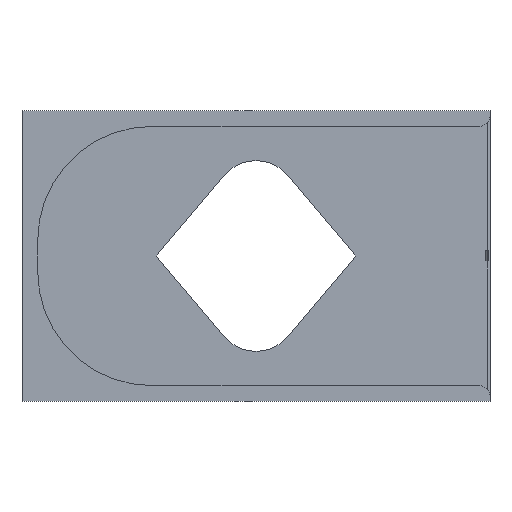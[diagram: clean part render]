
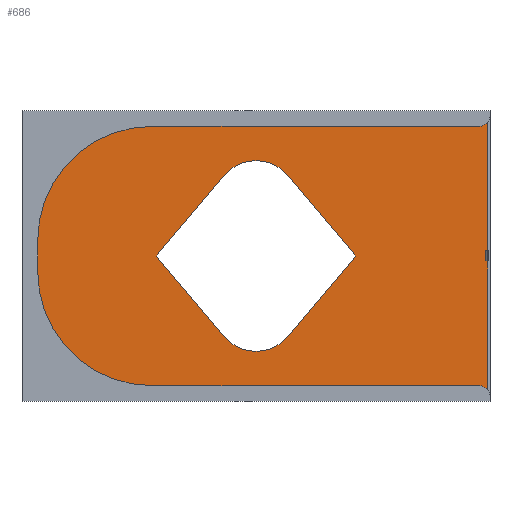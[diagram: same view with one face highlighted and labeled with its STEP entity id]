
A CAD part, front view. The second image highlights one B-rep face of the part: STEP entity #686.
In plain terms, the highlighted planar face has unit normal (0, -1, 0).
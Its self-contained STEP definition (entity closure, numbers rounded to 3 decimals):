
#15=FACE_BOUND('',#89,.T.);
#20=PLANE('',#740);
#52=FACE_OUTER_BOUND('',#88,.T.);
#88=EDGE_LOOP('',(#495,#496,#497,#498,#499,#500,#501,#502,#503,#504));
#89=EDGE_LOOP('',(#505,#506,#507,#508,#509,#510));
#125=LINE('',#980,#213);
#130=LINE('',#995,#218);
#133=LINE('',#1003,#221);
#135=LINE('',#1007,#223);
#136=LINE('',#1009,#224);
#137=LINE('',#1011,#225);
#138=LINE('',#1013,#226);
#139=LINE('',#1015,#227);
#140=LINE('',#1017,#228);
#141=LINE('',#1019,#229);
#142=LINE('',#1021,#230);
#143=LINE('',#1022,#231);
#144=LINE('',#1023,#232);
#145=LINE('',#1024,#233);
#213=VECTOR('',#793,10.);
#218=VECTOR('',#806,10.);
#221=VECTOR('',#811,10.);
#223=VECTOR('',#815,10.);
#224=VECTOR('',#816,10.);
#225=VECTOR('',#817,10.);
#226=VECTOR('',#818,10.);
#227=VECTOR('',#819,10.);
#228=VECTOR('',#820,10.);
#229=VECTOR('',#821,10.);
#230=VECTOR('',#822,10.);
#231=VECTOR('',#823,10.);
#232=VECTOR('',#824,10.);
#233=VECTOR('',#825,10.);
#298=CIRCLE('',#733,7.75);
#300=CIRCLE('',#737,7.75);
#311=VERTEX_POINT('',#970);
#312=VERTEX_POINT('',#972);
#314=VERTEX_POINT('',#978);
#317=VERTEX_POINT('',#985);
#318=VERTEX_POINT('',#987);
#320=VERTEX_POINT('',#993);
#323=VERTEX_POINT('',#1000);
#324=VERTEX_POINT('',#1002);
#325=VERTEX_POINT('',#1006);
#326=VERTEX_POINT('',#1008);
#327=VERTEX_POINT('',#1010);
#328=VERTEX_POINT('',#1012);
#329=VERTEX_POINT('',#1014);
#330=VERTEX_POINT('',#1016);
#331=VERTEX_POINT('',#1018);
#332=VERTEX_POINT('',#1020);
#377=EDGE_CURVE('',#311,#312,#298,.T.);
#381=EDGE_CURVE('',#311,#314,#125,.T.);
#384=EDGE_CURVE('',#317,#318,#300,.T.);
#388=EDGE_CURVE('',#317,#320,#130,.T.);
#391=EDGE_CURVE('',#324,#323,#133,.T.);
#393=EDGE_CURVE('',#323,#325,#135,.T.);
#394=EDGE_CURVE('',#325,#326,#136,.T.);
#395=EDGE_CURVE('',#326,#327,#137,.T.);
#396=EDGE_CURVE('',#328,#327,#138,.T.);
#397=EDGE_CURVE('',#328,#329,#139,.T.);
#398=EDGE_CURVE('',#330,#329,#140,.T.);
#399=EDGE_CURVE('',#330,#331,#141,.T.);
#400=EDGE_CURVE('',#332,#331,#142,.T.);
#401=EDGE_CURVE('',#324,#332,#143,.T.);
#402=EDGE_CURVE('',#320,#312,#144,.T.);
#403=EDGE_CURVE('',#314,#318,#145,.T.);
#495=ORIENTED_EDGE('',*,*,#391,.T.);
#496=ORIENTED_EDGE('',*,*,#393,.T.);
#497=ORIENTED_EDGE('',*,*,#394,.T.);
#498=ORIENTED_EDGE('',*,*,#395,.T.);
#499=ORIENTED_EDGE('',*,*,#396,.F.);
#500=ORIENTED_EDGE('',*,*,#397,.T.);
#501=ORIENTED_EDGE('',*,*,#398,.F.);
#502=ORIENTED_EDGE('',*,*,#399,.T.);
#503=ORIENTED_EDGE('',*,*,#400,.F.);
#504=ORIENTED_EDGE('',*,*,#401,.F.);
#505=ORIENTED_EDGE('',*,*,#402,.T.);
#506=ORIENTED_EDGE('',*,*,#377,.F.);
#507=ORIENTED_EDGE('',*,*,#381,.T.);
#508=ORIENTED_EDGE('',*,*,#403,.T.);
#509=ORIENTED_EDGE('',*,*,#384,.F.);
#510=ORIENTED_EDGE('',*,*,#388,.T.);
#686=ADVANCED_FACE('',(#52,#15),#20,.F.);
#733=AXIS2_PLACEMENT_3D('',#973,#786,#787);
#737=AXIS2_PLACEMENT_3D('',#988,#799,#800);
#740=AXIS2_PLACEMENT_3D('',#1005,#813,#814);
#786=DIRECTION('center_axis',(0.,-1.,0.));
#787=DIRECTION('ref_axis',(0.,0.,-1.));
#793=DIRECTION('',(-0.644,0.,0.765));
#799=DIRECTION('center_axis',(0.,-1.,0.));
#800=DIRECTION('ref_axis',(0.,0.,1.));
#806=DIRECTION('',(0.644,0.,-0.765));
#811=DIRECTION('',(-0.707,0.,-0.707));
#813=DIRECTION('center_axis',(0.,1.,0.));
#814=DIRECTION('ref_axis',(-1.,0.,0.));
#815=DIRECTION('',(0.,0.,-1.));
#816=DIRECTION('',(0.707,0.,-0.707));
#817=DIRECTION('',(1.,0.,0.));
#818=DIRECTION('',(0.,0.,-1.));
#819=DIRECTION('',(-1.,0.,0.));
#820=DIRECTION('',(0.,0.,-1.));
#821=DIRECTION('',(1.,0.,0.));
#822=DIRECTION('',(0.,0.,-1.));
#823=DIRECTION('',(1.,0.,0.));
#824=DIRECTION('',(-0.644,0.,-0.765));
#825=DIRECTION('',(0.644,0.,0.765));
#970=CARTESIAN_POINT('',(-0.951,0.,-26.388));
#972=CARTESIAN_POINT('',(10.907,0.,-26.388));
#973=CARTESIAN_POINT('Origin',(4.978,0.,-21.397));
#978=CARTESIAN_POINT('',(-13.549,0.,-11.422));
#980=CARTESIAN_POINT('',(-9.707,0.,-15.986));
#985=CARTESIAN_POINT('',(10.907,0.,3.544));
#987=CARTESIAN_POINT('',(-0.951,0.,3.544));
#988=CARTESIAN_POINT('Origin',(4.978,0.,-1.447));
#993=CARTESIAN_POINT('',(23.505,0.,-11.422));
#995=CARTESIAN_POINT('',(19.663,0.,-6.858));
#1000=CARTESIAN_POINT('',(-37.622,0.,14.428));
#1002=CARTESIAN_POINT('',(-37.372,0.,14.678));
#1003=CARTESIAN_POINT('',(-33.372,0.,18.678));
#1005=CARTESIAN_POINT('Origin',(4.978,0.,-11.422));
#1006=CARTESIAN_POINT('',(-37.622,0.,-37.272));
#1007=CARTESIAN_POINT('',(-37.622,0.,14.678));
#1008=CARTESIAN_POINT('',(-37.372,0.,-37.522));
#1009=CARTESIAN_POINT('',(-33.372,0.,-41.522));
#1010=CARTESIAN_POINT('',(48.088,0.,-37.522));
#1011=CARTESIAN_POINT('',(47.578,0.,-37.522));
#1012=CARTESIAN_POINT('',(48.088,0.,-12.348));
#1013=CARTESIAN_POINT('',(48.088,0.,1.628));
#1014=CARTESIAN_POINT('',(47.692,0.,-12.348));
#1015=CARTESIAN_POINT('',(26.485,0.,-12.348));
#1016=CARTESIAN_POINT('',(47.692,0.,-10.478));
#1017=CARTESIAN_POINT('',(47.692,0.,-10.95));
#1018=CARTESIAN_POINT('',(48.088,0.,-10.478));
#1019=CARTESIAN_POINT('',(26.733,0.,-10.478));
#1020=CARTESIAN_POINT('',(48.088,0.,14.678));
#1021=CARTESIAN_POINT('',(48.088,0.,1.628));
#1022=CARTESIAN_POINT('',(47.578,0.,14.678));
#1023=CARTESIAN_POINT('',(10.4,0.,-26.991));
#1024=CARTESIAN_POINT('',(-0.444,0.,4.147));
